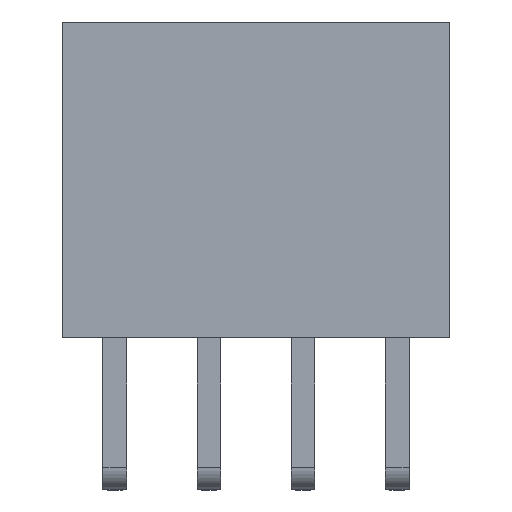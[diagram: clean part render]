
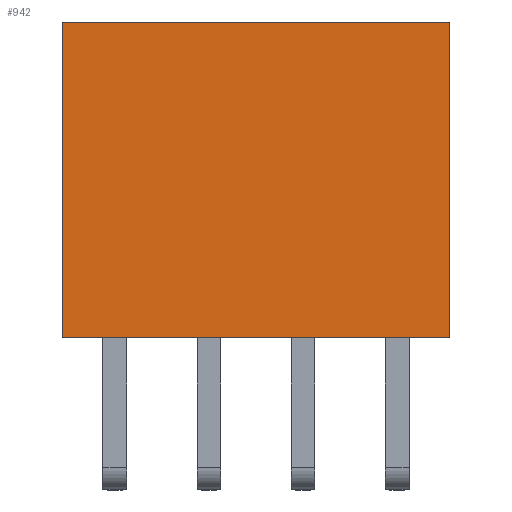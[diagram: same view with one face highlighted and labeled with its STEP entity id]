
A CAD part, top view. The second image highlights one B-rep face of the part: STEP entity #942.
In plain terms, the highlighted planar face has unit normal (0, 0, 1).
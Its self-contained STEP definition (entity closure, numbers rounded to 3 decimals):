
#942=ADVANCED_FACE('',(#1909),#1910,.T.);
#1909=FACE_OUTER_BOUND('',#2872,.T.);
#1910=PLANE('',#2873);
#2872=EDGE_LOOP('',(#5939,#5940,#5941,#5942));
#2873=AXIS2_PLACEMENT_3D('',#5943,#5944,#5945);
#5939=ORIENTED_EDGE('',*,*,#7252,.T.);
#5940=ORIENTED_EDGE('',*,*,#7253,.F.);
#5941=ORIENTED_EDGE('',*,*,#7254,.F.);
#5942=ORIENTED_EDGE('',*,*,#7249,.T.);
#5943=CARTESIAN_POINT('',(5.205,4.25,2.5));
#5944=DIRECTION('',(0.,-0.0,1.0));
#5945=DIRECTION('',(0.0,1.0,0.0));
#7249=EDGE_CURVE('',#9124,#9122,#9125,.T.);
#7252=EDGE_CURVE('',#9122,#9128,#9129,.T.);
#7253=EDGE_CURVE('',#9130,#9128,#9131,.T.);
#7254=EDGE_CURVE('',#9124,#9130,#9132,.T.);
#9122=VERTEX_POINT('',#11825);
#9124=VERTEX_POINT('',#11828);
#9125=LINE('',#11829,#11830);
#9128=VERTEX_POINT('',#11834);
#9129=LINE('',#11835,#11836);
#9130=VERTEX_POINT('',#11837);
#9131=LINE('',#11838,#11839);
#9132=LINE('',#11840,#11841);
#11825=CARTESIAN_POINT('',(-5.205,8.5,2.5));
#11828=CARTESIAN_POINT('',(5.205,8.5,2.5));
#11829=CARTESIAN_POINT('',(5.205,8.5,2.5));
#11830=VECTOR('',#13005,1.0);
#11834=CARTESIAN_POINT('',(-5.205,0.0,2.5));
#11835=CARTESIAN_POINT('',(-5.205,8.5,2.5));
#11836=VECTOR('',#13007,1.0);
#11837=CARTESIAN_POINT('',(5.205,0.0,2.5));
#11838=CARTESIAN_POINT('',(5.205,0.0,2.5));
#11839=VECTOR('',#13008,1.0);
#11840=CARTESIAN_POINT('',(5.205,8.5,2.5));
#11841=VECTOR('',#13009,1.0);
#13005=DIRECTION('',(-1.0,0.0,0.));
#13007=DIRECTION('',(0.0,-1.0,0.0));
#13008=DIRECTION('',(-1.0,0.0,0.));
#13009=DIRECTION('',(0.0,-1.0,0.0));
